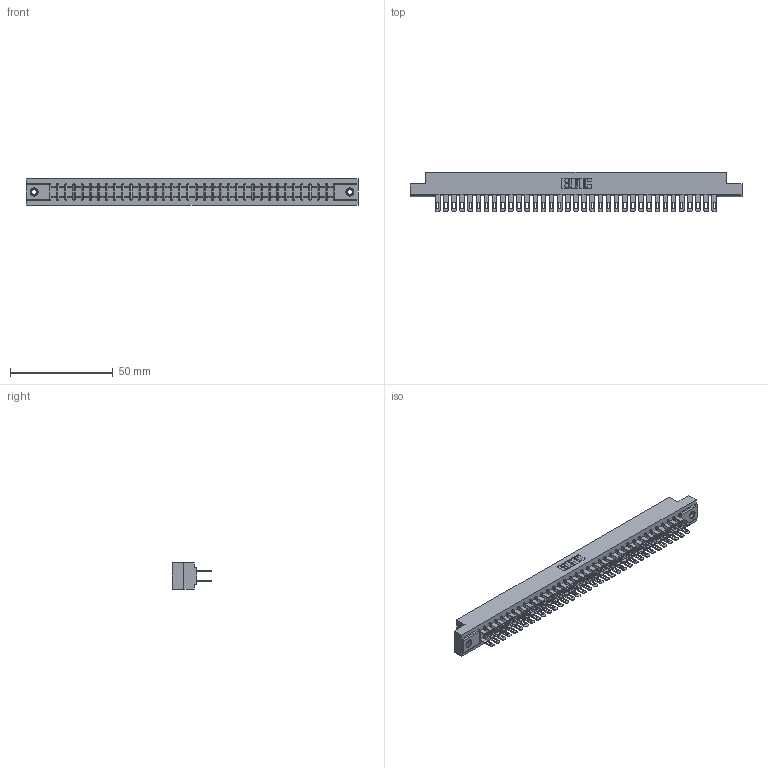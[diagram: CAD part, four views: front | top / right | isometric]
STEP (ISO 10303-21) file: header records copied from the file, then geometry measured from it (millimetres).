
FILE_DESCRIPTION (( 'STEP AP203' ), '1' );
FILE_NAME ('307-070-500-207.STEP', '2019-09-06T19:18:34', ( '' ), ( '' ), 'SwSTEP 2.0', 'SolidWorks 2016', '' );
FILE_SCHEMA (( 'CONFIG_CONTROL_DESIGN' ));
Length unit declared in the file: inch
Products named in the file (4): 307-290-001_500; 307-070-500-207; 345-250-001_345-250-005-103; 307 Part_.156 Dia Mounting Holes
Assembly tree (73 placements, depth 2):
  307-070-500-207
    307 Part_.156 Dia Mounting Holes
    307-290-001_500  x70
    345-250-001_345-250-005-103  x2
Bounding box: 161.7 x 19.18 x 12.7 mm (x, y, z)
Volume: 17331.9 mm3; surface area: 22212.6 mm2
Topology: 73 solids, 73 shells, 3434 faces, 9559 edges, 6174 vertices
Faces by surface type: plane 2202, cylinder 1144, sphere 72, cone 12, torus 4
Entity records: 33147 total; most frequent: CARTESIAN_POINT 5406, ORIENTED_EDGE 5350, DIRECTION 5309, EDGE_CURVE 2675, VECTOR 2047, LINE 2047, VERTEX_POINT 1728, AXIS2_PLACEMENT_3D 1631
